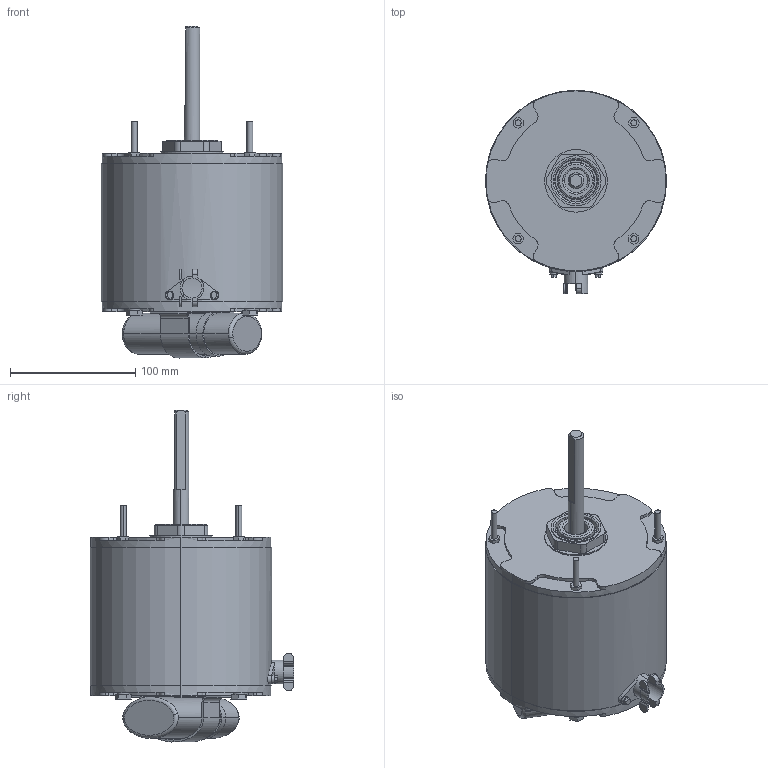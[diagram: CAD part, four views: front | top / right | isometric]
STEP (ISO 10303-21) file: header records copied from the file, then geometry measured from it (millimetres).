
FILE_DESCRIPTION (( 'STEP AP203' ), '1' );
FILE_NAME ('119-5623.STEP', '2024-11-29T19:27:30', ( '' ), ( '' ), 'SwSTEP 2.0', 'SolidWorks 2022', '' );
FILE_SCHEMA (( 'CONFIG_CONTROL_DESIGN' ));
Length unit declared in the file: inch
Products named in the file (1): 119-5623
Bounding box: 144.78 x 162.39 x 265.21 mm (x, y, z)
Volume: 2240499.4 mm3; surface area: 126846.5 mm2
Topology: 3 solids, 3 shells, 321 faces, 820 edges, 539 vertices
Faces by surface type: plane 164, cylinder 129, torus 14, bspline 12, cone 2
Entity records: 12572 total; most frequent: CARTESIAN_POINT 4541, DIRECTION 1694, ORIENTED_EDGE 1640, EDGE_CURVE 820, AXIS2_PLACEMENT_3D 611, VERTEX_POINT 539, LINE 472, VECTOR 472
